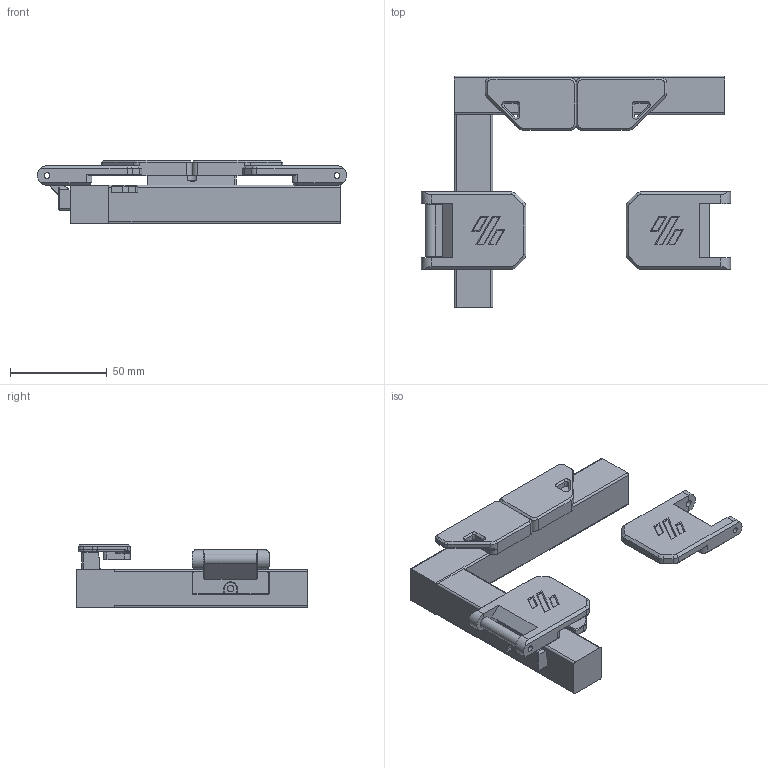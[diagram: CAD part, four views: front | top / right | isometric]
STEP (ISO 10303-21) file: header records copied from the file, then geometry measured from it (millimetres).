
FILE_DESCRIPTION(/* description */ (''),/* implementation_level */ '2;1');
FILE_NAME(/* name */ '270 hinge modded v5.step',/* time_stamp */ '2021-07-10T06:11:53-04:00',/* author */ (''),/* organization */ (''),/* preprocessor_version */ 'ST-DEVELOPER v18.1',/* originating_system */ 'Autodesk Translation Framework v10.9.0.1377',/* authorisation */ '');
FILE_SCHEMA (('AUTOMOTIVE_DESIGN { 1 0 10303 214 3 1 1 }'));
Length unit declared in the file: millimetre
Products named in the file (10): 270 hinge modded; Frame; Hinge; FacePlate; SideMount; BackPlate; FacePlate(Mirror); Latch; Handle; Handle(Mirror)
Assembly tree (9 placements, depth 3):
  270 hinge modded
    Frame
    Hinge
      FacePlate
      SideMount
      BackPlate
      FacePlate(Mirror)
    Latch
    Handle
    Handle(Mirror)
Bounding box: 160 x 120 x 33 mm (x, y, z)
Volume: 141787.6 mm3; surface area: 43385.2 mm2
Topology: 8 solids, 8 shells, 443 faces, 1067 edges, 653 vertices
Faces by surface type: plane 261, cylinder 103, cone 63, bspline 8, torus 8
Full cylindrical faces by diameter (mm): 3 x2, 3.2 x1, 3.4 x6, 4.7 x8, 5.9 x2, 6.1 x2
Entity records: 13451 total; most frequent: CARTESIAN_POINT 2667, DIRECTION 2258, ORIENTED_EDGE 2134, EDGE_CURVE 1067, AXIS2_PLACEMENT_3D 765, LINE 728, VECTOR 728, VERTEX_POINT 653
